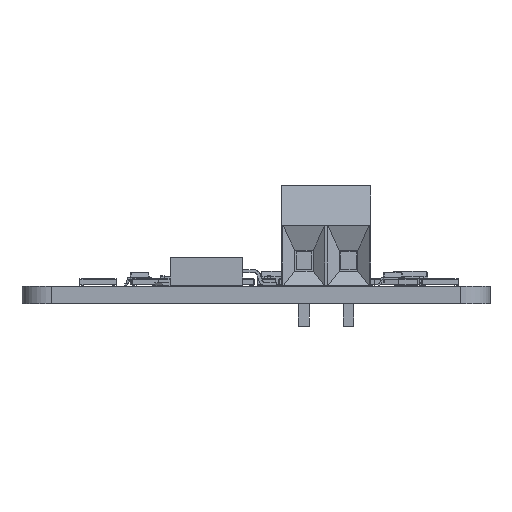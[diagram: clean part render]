
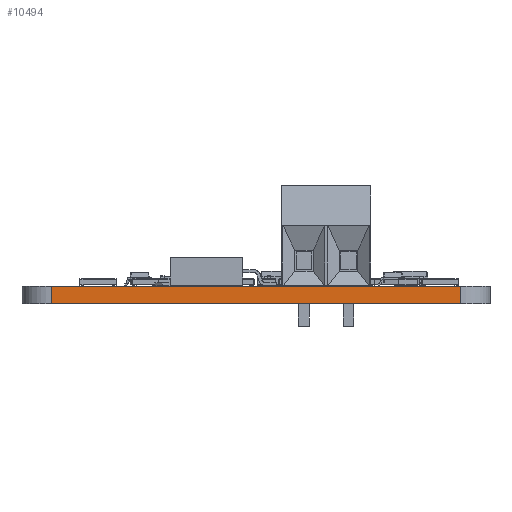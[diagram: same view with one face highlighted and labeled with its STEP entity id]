
A CAD part, left-side view. The second image highlights one B-rep face of the part: STEP entity #10494.
In plain terms, the highlighted planar face has unit normal (-1, 0, 0).
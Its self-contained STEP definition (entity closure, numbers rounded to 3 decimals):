
#9689 = VERTEX_POINT('',#9690);
#9690 = CARTESIAN_POINT('',(0.,37.5,0.));
#9697 = EDGE_CURVE('',#9698,#9689,#9700,.T.);
#9698 = VERTEX_POINT('',#9699);
#9699 = CARTESIAN_POINT('',(0.,2.5,0.));
#9700 = LINE('',#9701,#9702);
#9701 = CARTESIAN_POINT('',(0.,2.5,0.));
#9702 = VECTOR('',#9703,1.);
#9703 = DIRECTION('',(0.,1.,0.));
#10078 = VERTEX_POINT('',#10079);
#10079 = CARTESIAN_POINT('',(0.,37.5,1.48));
#10086 = EDGE_CURVE('',#10087,#10078,#10089,.T.);
#10087 = VERTEX_POINT('',#10088);
#10088 = CARTESIAN_POINT('',(0.,2.5,1.48));
#10089 = LINE('',#10090,#10091);
#10090 = CARTESIAN_POINT('',(0.,2.5,1.48));
#10091 = VECTOR('',#10092,1.);
#10092 = DIRECTION('',(0.,1.,0.));
#10464 = EDGE_CURVE('',#9689,#10078,#10465,.T.);
#10465 = LINE('',#10466,#10467);
#10466 = CARTESIAN_POINT('',(0.,37.5,0.));
#10467 = VECTOR('',#10468,1.);
#10468 = DIRECTION('',(0.,0.,1.));
#10494 = ADVANCED_FACE('',(#10495),#10506,.T.);
#10495 = FACE_BOUND('',#10496,.T.);
#10496 = EDGE_LOOP('',(#10497,#10503,#10504,#10505));
#10497 = ORIENTED_EDGE('',*,*,#10498,.T.);
#10498 = EDGE_CURVE('',#9698,#10087,#10499,.T.);
#10499 = LINE('',#10500,#10501);
#10500 = CARTESIAN_POINT('',(0.,2.5,0.));
#10501 = VECTOR('',#10502,1.);
#10502 = DIRECTION('',(0.,0.,1.));
#10503 = ORIENTED_EDGE('',*,*,#10086,.T.);
#10504 = ORIENTED_EDGE('',*,*,#10464,.F.);
#10505 = ORIENTED_EDGE('',*,*,#9697,.F.);
#10506 = PLANE('',#10507);
#10507 = AXIS2_PLACEMENT_3D('',#10508,#10509,#10510);
#10508 = CARTESIAN_POINT('',(0.,2.5,0.));
#10509 = DIRECTION('',(-1.,0.,0.));
#10510 = DIRECTION('',(0.,1.,0.));
